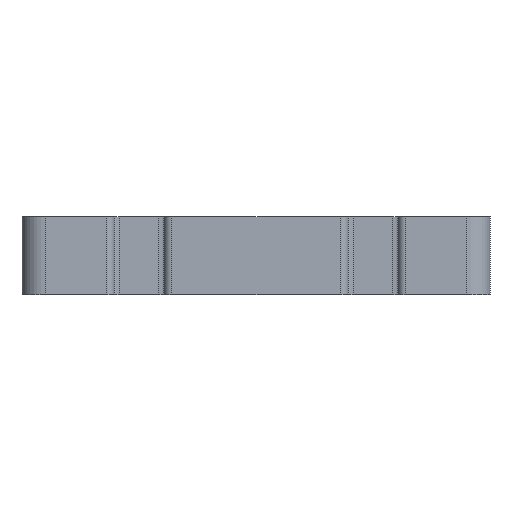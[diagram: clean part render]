
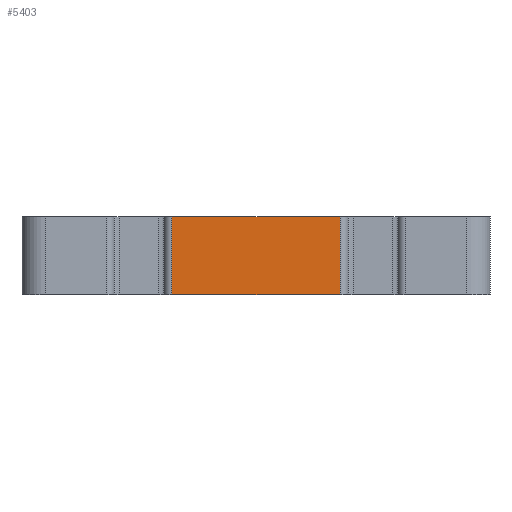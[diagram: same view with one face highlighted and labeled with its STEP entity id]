
A CAD part, front view. The second image highlights one B-rep face of the part: STEP entity #5403.
In plain terms, the highlighted planar face has unit normal (0, -1, 0).
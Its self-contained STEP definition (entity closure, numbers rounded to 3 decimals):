
#5345=CARTESIAN_POINT('',(21.65,0.0,10.0));
#5346=VERTEX_POINT('',#5345);
#5354=CARTESIAN_POINT('',(21.65,0.0,0.0));
#5355=VERTEX_POINT('',#5354);
#5356=CARTESIAN_POINT('',(21.65,0.0,0.0));
#5357=DIRECTION('',(0.0,0.0,1.0));
#5358=VECTOR('',#5357,10.0);
#5359=LINE('',#5356,#5358);
#5360=EDGE_CURVE('',#5355,#5346,#5359,.T.);
#5373=CARTESIAN_POINT('',(21.65,0.0,0.0));
#5374=DIRECTION('',(0.0,-1.0,0.0));
#5375=DIRECTION('',(0.0,0.0,-1.0));
#5376=AXIS2_PLACEMENT_3D('',#5373,#5374,#5375);
#5377=PLANE('',#5376);
#5378=CARTESIAN_POINT('',(0.0,0.0,10.0));
#5379=VERTEX_POINT('',#5378);
#5380=CARTESIAN_POINT('',(21.65,0.0,10.0));
#5381=DIRECTION('',(-1.0,0.0,0.0));
#5382=VECTOR('',#5381,21.65);
#5383=LINE('',#5380,#5382);
#5384=EDGE_CURVE('',#5346,#5379,#5383,.T.);
#5385=ORIENTED_EDGE('',*,*,#5384,.T.);
#5386=CARTESIAN_POINT('',(0.0,0.0,0.0));
#5387=VERTEX_POINT('',#5386);
#5388=CARTESIAN_POINT('',(0.0,0.0,0.0));
#5389=DIRECTION('',(0.0,0.0,1.0));
#5390=VECTOR('',#5389,10.0);
#5391=LINE('',#5388,#5390);
#5392=EDGE_CURVE('',#5387,#5379,#5391,.T.);
#5393=ORIENTED_EDGE('',*,*,#5392,.F.);
#5394=CARTESIAN_POINT('',(0.0,0.0,0.0));
#5395=DIRECTION('',(1.0,0.0,0.0));
#5396=VECTOR('',#5395,21.65);
#5397=LINE('',#5394,#5396);
#5398=EDGE_CURVE('',#5387,#5355,#5397,.T.);
#5399=ORIENTED_EDGE('',*,*,#5398,.T.);
#5400=ORIENTED_EDGE('',*,*,#5360,.T.);
#5401=EDGE_LOOP('',(#5385,#5393,#5399,#5400));
#5402=FACE_OUTER_BOUND('',#5401,.T.);
#5403=ADVANCED_FACE('',(#5402),#5377,.T.);
